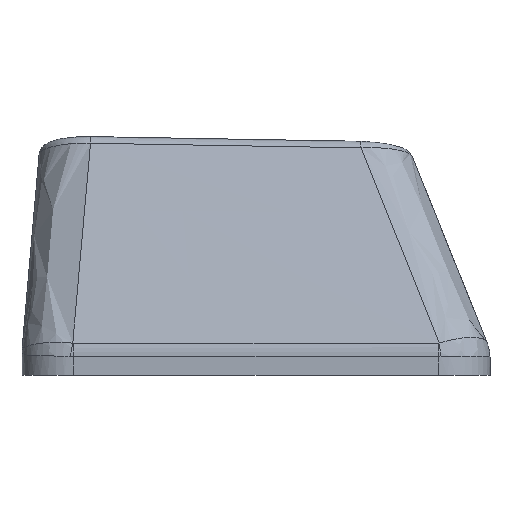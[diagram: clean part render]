
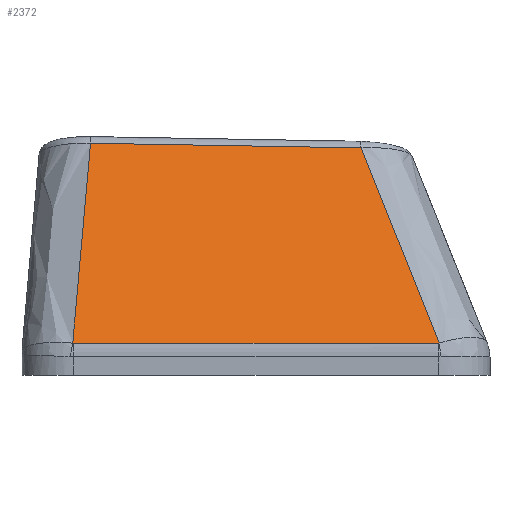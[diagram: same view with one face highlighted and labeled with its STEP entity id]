
A CAD part, left-side view. The second image highlights one B-rep face of the part: STEP entity #2372.
In plain terms, the highlighted free-form (B-spline) face has degree [3, 3] with [4, 4] control points.
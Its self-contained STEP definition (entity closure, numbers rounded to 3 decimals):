
#98=B_SPLINE_SURFACE_WITH_KNOTS('',3,3,((#5198,#5199,#5200,#5201),(#5202,
#5203,#5204,#5205),(#5206,#5207,#5208,#5209),(#5210,#5211,#5212,#5213)),
 .UNSPECIFIED.,.F.,.F.,.F.,(4,4),(4,4),(0.104,0.892),
(0.041,0.97),.UNSPECIFIED.);
#336=FACE_OUTER_BOUND('',#428,.T.);
#428=EDGE_LOOP('',(#1813,#1814,#1815,#1816,#1817,#1818));
#692=B_SPLINE_CURVE_WITH_KNOTS('',3,(#4894,#4895,#4896,#4897),
 .UNSPECIFIED.,.F.,.F.,(4,4),(0.,0.003),
 .UNSPECIFIED.);
#694=B_SPLINE_CURVE_WITH_KNOTS('',3,(#4921,#4922,#4923,#4924),
 .UNSPECIFIED.,.F.,.F.,(4,4),(0.,1.416),.UNSPECIFIED.);
#696=B_SPLINE_CURVE_WITH_KNOTS('',3,(#4948,#4949,#4950,#4951),
 .UNSPECIFIED.,.F.,.F.,(4,4),(0.,0.003),
 .UNSPECIFIED.);
#711=B_SPLINE_CURVE_WITH_KNOTS('',3,(#5215,#5216,#5217,#5218),
 .UNSPECIFIED.,.F.,.F.,(4,4),(0.039,0.904),
 .UNSPECIFIED.);
#712=B_SPLINE_CURVE_WITH_KNOTS('',3,(#5220,#5221,#5222,#5223),
 .UNSPECIFIED.,.F.,.F.,(4,4),(-1.049,0.),.UNSPECIFIED.);
#713=B_SPLINE_CURVE_WITH_KNOTS('',3,(#5224,#5225,#5226,#5227),
 .UNSPECIFIED.,.F.,.F.,(4,4),(-0.867,-0.037),
 .UNSPECIFIED.);
#1003=VERTEX_POINT('',#4858);
#1005=VERTEX_POINT('',#4887);
#1007=VERTEX_POINT('',#4914);
#1009=VERTEX_POINT('',#4941);
#1025=VERTEX_POINT('',#5214);
#1026=VERTEX_POINT('',#5219);
#1342=EDGE_CURVE('',#1003,#1005,#692,.T.);
#1345=EDGE_CURVE('',#1005,#1007,#694,.T.);
#1348=EDGE_CURVE('',#1007,#1009,#696,.T.);
#1372=EDGE_CURVE('',#1025,#1003,#711,.T.);
#1373=EDGE_CURVE('',#1026,#1025,#712,.T.);
#1374=EDGE_CURVE('',#1009,#1026,#713,.T.);
#1813=ORIENTED_EDGE('',*,*,#1348,.F.);
#1814=ORIENTED_EDGE('',*,*,#1345,.F.);
#1815=ORIENTED_EDGE('',*,*,#1342,.F.);
#1816=ORIENTED_EDGE('',*,*,#1372,.F.);
#1817=ORIENTED_EDGE('',*,*,#1373,.F.);
#1818=ORIENTED_EDGE('',*,*,#1374,.F.);
#2372=ADVANCED_FACE('',(#336),#98,.T.);
#4858=CARTESIAN_POINT('',(-8.981,-7.107,0.26));
#4887=CARTESIAN_POINT('',(-8.982,-7.081,0.258));
#4894=CARTESIAN_POINT('Ctrl Pts',(-8.981,-7.107,0.26));
#4895=CARTESIAN_POINT('Ctrl Pts',(-8.982,-7.098,0.259));
#4896=CARTESIAN_POINT('Ctrl Pts',(-8.982,-7.089,0.258));
#4897=CARTESIAN_POINT('Ctrl Pts',(-8.982,-7.081,0.258));
#4914=CARTESIAN_POINT('',(-8.986,7.08,0.253));
#4921=CARTESIAN_POINT('Ctrl Pts',(-8.982,-7.081,0.258));
#4922=CARTESIAN_POINT('Ctrl Pts',(-8.984,-2.36,0.256));
#4923=CARTESIAN_POINT('Ctrl Pts',(-8.985,2.36,0.255));
#4924=CARTESIAN_POINT('Ctrl Pts',(-8.986,7.08,0.253));
#4941=CARTESIAN_POINT('',(-8.985,7.111,0.256));
#4948=CARTESIAN_POINT('Ctrl Pts',(-8.986,7.08,0.253));
#4949=CARTESIAN_POINT('Ctrl Pts',(-8.986,7.091,0.253));
#4950=CARTESIAN_POINT('Ctrl Pts',(-8.986,7.101,0.254));
#4951=CARTESIAN_POINT('Ctrl Pts',(-8.985,7.111,0.256));
#5198=CARTESIAN_POINT('Ctrl Pts',(-6.097,-4.453,7.83));
#5199=CARTESIAN_POINT('Ctrl Pts',(-7.06,-5.339,5.303));
#5200=CARTESIAN_POINT('Ctrl Pts',(-8.023,-6.225,2.775));
#5201=CARTESIAN_POINT('Ctrl Pts',(-8.986,-7.111,0.247));
#5202=CARTESIAN_POINT('Ctrl Pts',(-6.097,-0.691,7.893));
#5203=CARTESIAN_POINT('Ctrl Pts',(-7.06,-1.251,5.345));
#5204=CARTESIAN_POINT('Ctrl Pts',(-8.023,-1.811,2.797));
#5205=CARTESIAN_POINT('Ctrl Pts',(-8.986,-2.37,0.249));
#5206=CARTESIAN_POINT('Ctrl Pts',(-6.097,3.071,7.955));
#5207=CARTESIAN_POINT('Ctrl Pts',(-7.06,2.837,5.387));
#5208=CARTESIAN_POINT('Ctrl Pts',(-8.023,2.604,2.819));
#5209=CARTESIAN_POINT('Ctrl Pts',(-8.986,2.37,0.251));
#5210=CARTESIAN_POINT('Ctrl Pts',(-6.097,6.832,8.017));
#5211=CARTESIAN_POINT('Ctrl Pts',(-7.06,6.925,5.429));
#5212=CARTESIAN_POINT('Ctrl Pts',(-8.023,7.018,2.841));
#5213=CARTESIAN_POINT('Ctrl Pts',(-8.986,7.111,0.253));
#5214=CARTESIAN_POINT('',(-6.099,-4.07,7.831));
#5215=CARTESIAN_POINT('Ctrl Pts',(-6.099,-4.07,7.831));
#5216=CARTESIAN_POINT('Ctrl Pts',(-7.059,-5.081,5.307));
#5217=CARTESIAN_POINT('Ctrl Pts',(-8.02,-6.094,2.783));
#5218=CARTESIAN_POINT('Ctrl Pts',(-8.981,-7.107,0.26));
#5219=CARTESIAN_POINT('',(-6.097,6.422,8.01));
#5220=CARTESIAN_POINT('Ctrl Pts',(-6.097,6.422,8.01));
#5221=CARTESIAN_POINT('Ctrl Pts',(-6.098,2.925,7.951));
#5222=CARTESIAN_POINT('Ctrl Pts',(-6.098,-0.573,
7.891));
#5223=CARTESIAN_POINT('Ctrl Pts',(-6.099,-4.07,7.831));
#5224=CARTESIAN_POINT('Ctrl Pts',(-8.985,7.111,0.256));
#5225=CARTESIAN_POINT('Ctrl Pts',(-8.023,6.882,2.841));
#5226=CARTESIAN_POINT('Ctrl Pts',(-7.061,6.652,5.426));
#5227=CARTESIAN_POINT('Ctrl Pts',(-6.097,6.422,8.01));
